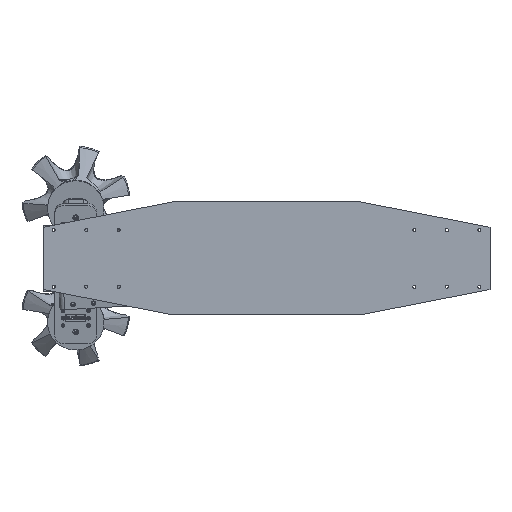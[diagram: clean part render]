
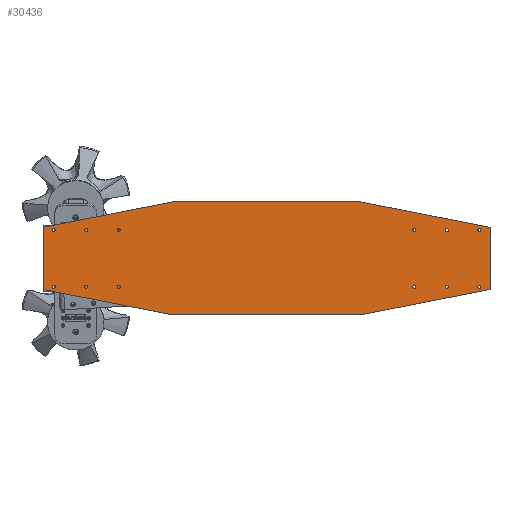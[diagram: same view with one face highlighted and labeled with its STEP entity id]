
A CAD part, front view. The second image highlights one B-rep face of the part: STEP entity #30436.
In plain terms, the highlighted planar face has unit normal (0, -1, 0).
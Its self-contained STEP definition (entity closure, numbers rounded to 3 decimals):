
#1237=FACE_BOUND('',#4480,.T.);
#1238=FACE_BOUND('',#4481,.T.);
#1239=FACE_BOUND('',#4482,.T.);
#1240=FACE_BOUND('',#4483,.T.);
#1241=FACE_BOUND('',#4484,.T.);
#1242=FACE_BOUND('',#4485,.T.);
#1243=FACE_BOUND('',#4486,.T.);
#1244=FACE_BOUND('',#4487,.T.);
#1245=FACE_BOUND('',#4488,.T.);
#1246=FACE_BOUND('',#4489,.T.);
#1247=FACE_BOUND('',#4490,.T.);
#1248=FACE_BOUND('',#4491,.T.);
#1693=PLANE('',#32530);
#2744=FACE_OUTER_BOUND('',#4479,.T.);
#4479=EDGE_LOOP('',(#21097,#21098,#21099,#21100,#21101,#21102,#21103,#21104));
#4480=EDGE_LOOP('',(#21105));
#4481=EDGE_LOOP('',(#21106));
#4482=EDGE_LOOP('',(#21107));
#4483=EDGE_LOOP('',(#21108));
#4484=EDGE_LOOP('',(#21109));
#4485=EDGE_LOOP('',(#21110));
#4486=EDGE_LOOP('',(#21111));
#4487=EDGE_LOOP('',(#21112));
#4488=EDGE_LOOP('',(#21113));
#4489=EDGE_LOOP('',(#21114));
#4490=EDGE_LOOP('',(#21115));
#4491=EDGE_LOOP('',(#21116));
#6640=LINE('',#43929,#9627);
#6644=LINE('',#43937,#9631);
#6647=LINE('',#43943,#9634);
#6650=LINE('',#43949,#9637);
#6653=LINE('',#43955,#9640);
#6656=LINE('',#43961,#9643);
#6659=LINE('',#43967,#9646);
#6662=LINE('',#43972,#9649);
#9627=VECTOR('',#35367,10.);
#9631=VECTOR('',#35373,10.);
#9634=VECTOR('',#35378,10.);
#9637=VECTOR('',#35383,10.);
#9640=VECTOR('',#35388,10.);
#9643=VECTOR('',#35393,10.);
#9646=VECTOR('',#35398,10.);
#9649=VECTOR('',#35403,10.);
#12603=CIRCLE('',#32487,1.6);
#12605=CIRCLE('',#32490,1.6);
#12607=CIRCLE('',#32493,1.6);
#12609=CIRCLE('',#32496,1.6);
#12611=CIRCLE('',#32499,1.6);
#12613=CIRCLE('',#32502,1.6);
#12615=CIRCLE('',#32505,1.6);
#12617=CIRCLE('',#32508,1.6);
#12619=CIRCLE('',#32511,1.6);
#12621=CIRCLE('',#32514,1.6);
#12623=CIRCLE('',#32517,1.6);
#12625=CIRCLE('',#32520,1.6);
#13652=VERTEX_POINT('',#43857);
#13654=VERTEX_POINT('',#43863);
#13656=VERTEX_POINT('',#43869);
#13658=VERTEX_POINT('',#43875);
#13660=VERTEX_POINT('',#43881);
#13662=VERTEX_POINT('',#43887);
#13664=VERTEX_POINT('',#43893);
#13666=VERTEX_POINT('',#43899);
#13668=VERTEX_POINT('',#43905);
#13670=VERTEX_POINT('',#43911);
#13672=VERTEX_POINT('',#43917);
#13674=VERTEX_POINT('',#43923);
#13675=VERTEX_POINT('',#43927);
#13676=VERTEX_POINT('',#43928);
#13679=VERTEX_POINT('',#43936);
#13681=VERTEX_POINT('',#43942);
#13683=VERTEX_POINT('',#43948);
#13685=VERTEX_POINT('',#43954);
#13687=VERTEX_POINT('',#43960);
#13689=VERTEX_POINT('',#43966);
#16532=EDGE_CURVE('',#13652,#13652,#12603,.T.);
#16535=EDGE_CURVE('',#13654,#13654,#12605,.T.);
#16538=EDGE_CURVE('',#13656,#13656,#12607,.T.);
#16541=EDGE_CURVE('',#13658,#13658,#12609,.T.);
#16544=EDGE_CURVE('',#13660,#13660,#12611,.T.);
#16547=EDGE_CURVE('',#13662,#13662,#12613,.T.);
#16550=EDGE_CURVE('',#13664,#13664,#12615,.T.);
#16553=EDGE_CURVE('',#13666,#13666,#12617,.T.);
#16556=EDGE_CURVE('',#13668,#13668,#12619,.T.);
#16559=EDGE_CURVE('',#13670,#13670,#12621,.T.);
#16562=EDGE_CURVE('',#13672,#13672,#12623,.T.);
#16565=EDGE_CURVE('',#13674,#13674,#12625,.T.);
#16566=EDGE_CURVE('',#13675,#13676,#6640,.T.);
#16570=EDGE_CURVE('',#13679,#13675,#6644,.T.);
#16573=EDGE_CURVE('',#13681,#13679,#6647,.T.);
#16576=EDGE_CURVE('',#13683,#13681,#6650,.T.);
#16579=EDGE_CURVE('',#13685,#13683,#6653,.T.);
#16582=EDGE_CURVE('',#13687,#13685,#6656,.T.);
#16585=EDGE_CURVE('',#13689,#13687,#6659,.T.);
#16588=EDGE_CURVE('',#13676,#13689,#6662,.T.);
#21097=ORIENTED_EDGE('',*,*,#16588,.F.);
#21098=ORIENTED_EDGE('',*,*,#16566,.F.);
#21099=ORIENTED_EDGE('',*,*,#16570,.F.);
#21100=ORIENTED_EDGE('',*,*,#16573,.F.);
#21101=ORIENTED_EDGE('',*,*,#16576,.F.);
#21102=ORIENTED_EDGE('',*,*,#16579,.F.);
#21103=ORIENTED_EDGE('',*,*,#16582,.F.);
#21104=ORIENTED_EDGE('',*,*,#16585,.F.);
#21105=ORIENTED_EDGE('',*,*,#16565,.F.);
#21106=ORIENTED_EDGE('',*,*,#16562,.F.);
#21107=ORIENTED_EDGE('',*,*,#16559,.F.);
#21108=ORIENTED_EDGE('',*,*,#16556,.F.);
#21109=ORIENTED_EDGE('',*,*,#16553,.F.);
#21110=ORIENTED_EDGE('',*,*,#16550,.F.);
#21111=ORIENTED_EDGE('',*,*,#16547,.F.);
#21112=ORIENTED_EDGE('',*,*,#16544,.F.);
#21113=ORIENTED_EDGE('',*,*,#16541,.F.);
#21114=ORIENTED_EDGE('',*,*,#16538,.F.);
#21115=ORIENTED_EDGE('',*,*,#16535,.F.);
#21116=ORIENTED_EDGE('',*,*,#16532,.F.);
#30436=ADVANCED_FACE('',(#2744,#1237,#1238,#1239,#1240,#1241,#1242,#1243,
#1244,#1245,#1246,#1247,#1248),#1693,.F.);
#32487=AXIS2_PLACEMENT_3D('',#43859,#35286,#35287);
#32490=AXIS2_PLACEMENT_3D('',#43865,#35293,#35294);
#32493=AXIS2_PLACEMENT_3D('',#43871,#35300,#35301);
#32496=AXIS2_PLACEMENT_3D('',#43877,#35307,#35308);
#32499=AXIS2_PLACEMENT_3D('',#43883,#35314,#35315);
#32502=AXIS2_PLACEMENT_3D('',#43889,#35321,#35322);
#32505=AXIS2_PLACEMENT_3D('',#43895,#35328,#35329);
#32508=AXIS2_PLACEMENT_3D('',#43901,#35335,#35336);
#32511=AXIS2_PLACEMENT_3D('',#43907,#35342,#35343);
#32514=AXIS2_PLACEMENT_3D('',#43913,#35349,#35350);
#32517=AXIS2_PLACEMENT_3D('',#43919,#35356,#35357);
#32520=AXIS2_PLACEMENT_3D('',#43925,#35363,#35364);
#32530=AXIS2_PLACEMENT_3D('',#43975,#35407,#35408);
#35286=DIRECTION('center_axis',(0.,-1.,0.));
#35287=DIRECTION('ref_axis',(1.,0.,0.));
#35293=DIRECTION('center_axis',(0.,-1.,0.));
#35294=DIRECTION('ref_axis',(1.,0.,0.));
#35300=DIRECTION('center_axis',(0.,-1.,0.));
#35301=DIRECTION('ref_axis',(1.,0.,0.));
#35307=DIRECTION('center_axis',(0.,-1.,0.));
#35308=DIRECTION('ref_axis',(1.,0.,0.));
#35314=DIRECTION('center_axis',(0.,-1.,0.));
#35315=DIRECTION('ref_axis',(1.,0.,0.));
#35321=DIRECTION('center_axis',(0.,-1.,0.));
#35322=DIRECTION('ref_axis',(1.,0.,0.));
#35328=DIRECTION('center_axis',(0.,-1.,0.));
#35329=DIRECTION('ref_axis',(1.,0.,0.));
#35335=DIRECTION('center_axis',(0.,-1.,0.));
#35336=DIRECTION('ref_axis',(1.,0.,0.));
#35342=DIRECTION('center_axis',(0.,-1.,0.));
#35343=DIRECTION('ref_axis',(1.,0.,0.));
#35349=DIRECTION('center_axis',(0.,-1.,0.));
#35350=DIRECTION('ref_axis',(1.,0.,0.));
#35356=DIRECTION('center_axis',(0.,-1.,0.));
#35357=DIRECTION('ref_axis',(1.,0.,0.));
#35363=DIRECTION('center_axis',(0.,-1.,0.));
#35364=DIRECTION('ref_axis',(1.,0.,0.));
#35367=DIRECTION('',(0.981,0.,-0.192));
#35373=DIRECTION('',(1.,0.,0.));
#35378=DIRECTION('',(0.981,0.,0.192));
#35383=DIRECTION('',(0.,0.,1.));
#35388=DIRECTION('',(-0.981,0.,0.192));
#35393=DIRECTION('',(-1.,0.,0.));
#35398=DIRECTION('',(-0.981,0.,-0.192));
#35403=DIRECTION('',(0.,0.,-1.));
#35407=DIRECTION('center_axis',(0.,1.,0.));
#35408=DIRECTION('ref_axis',(0.,0.,1.));
#43857=CARTESIAN_POINT('',(-193.15,0.,30.1));
#43859=CARTESIAN_POINT('Origin',(-191.55,0.,30.1));
#43863=CARTESIAN_POINT('',(-227.667,0.,-30.1));
#43865=CARTESIAN_POINT('Origin',(-226.067,0.,-30.1));
#43869=CARTESIAN_POINT('',(155.433,0.,-30.1));
#43871=CARTESIAN_POINT('Origin',(157.033,0.,-30.1));
#43875=CARTESIAN_POINT('',(189.95,0.,-30.1));
#43877=CARTESIAN_POINT('Origin',(191.55,0.,-30.1));
#43881=CARTESIAN_POINT('',(224.467,0.,-30.1));
#43883=CARTESIAN_POINT('Origin',(226.067,0.,-30.1));
#43887=CARTESIAN_POINT('',(155.433,0.,30.1));
#43889=CARTESIAN_POINT('Origin',(157.033,0.,30.1));
#43893=CARTESIAN_POINT('',(189.95,0.,30.1));
#43895=CARTESIAN_POINT('Origin',(191.55,0.,30.1));
#43899=CARTESIAN_POINT('',(224.467,0.,30.1));
#43901=CARTESIAN_POINT('Origin',(226.067,0.,30.1));
#43905=CARTESIAN_POINT('',(-158.633,0.,-30.1));
#43907=CARTESIAN_POINT('Origin',(-157.033,0.,-30.1));
#43911=CARTESIAN_POINT('',(-193.15,0.,-30.1));
#43913=CARTESIAN_POINT('Origin',(-191.55,0.,-30.1));
#43917=CARTESIAN_POINT('',(-227.667,0.,30.1));
#43919=CARTESIAN_POINT('Origin',(-226.067,0.,30.1));
#43923=CARTESIAN_POINT('',(-158.633,0.,30.1));
#43925=CARTESIAN_POINT('Origin',(-157.033,0.,30.1));
#43927=CARTESIAN_POINT('',(100.,0.,60.));
#43928=CARTESIAN_POINT('',(237.361,0.,33.1));
#43929=CARTESIAN_POINT('',(100.,0.,60.));
#43936=CARTESIAN_POINT('',(-100.,0.,60.));
#43937=CARTESIAN_POINT('',(-100.,0.,60.));
#43942=CARTESIAN_POINT('',(-237.361,0.,33.1));
#43943=CARTESIAN_POINT('',(-237.361,0.,33.1));
#43948=CARTESIAN_POINT('',(-237.361,0.,-33.1));
#43949=CARTESIAN_POINT('',(-237.361,0.,-33.1));
#43954=CARTESIAN_POINT('',(-100.,0.,-60.));
#43955=CARTESIAN_POINT('',(-100.,0.,-60.));
#43960=CARTESIAN_POINT('',(100.,0.,-60.));
#43961=CARTESIAN_POINT('',(100.,0.,-60.));
#43966=CARTESIAN_POINT('',(237.361,0.,-33.1));
#43967=CARTESIAN_POINT('',(237.361,0.,-33.1));
#43972=CARTESIAN_POINT('',(237.361,0.,33.1));
#43975=CARTESIAN_POINT('Origin',(0.,0.,0.));
